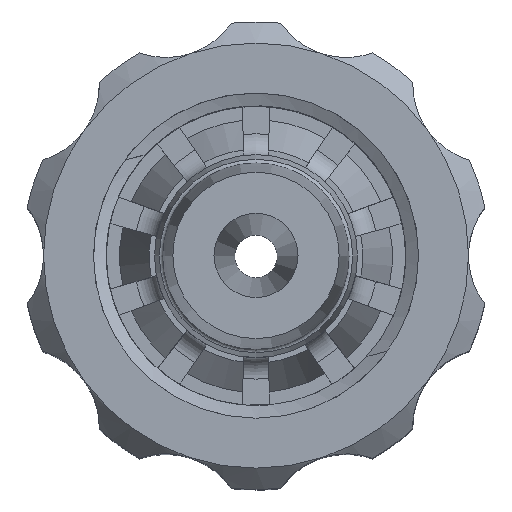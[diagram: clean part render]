
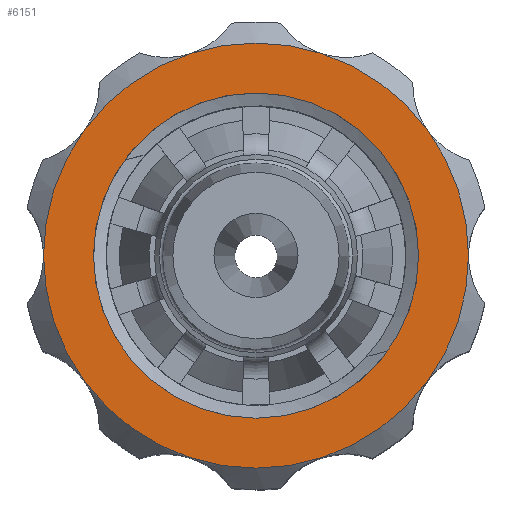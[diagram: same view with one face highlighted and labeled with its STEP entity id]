
A CAD part, top view. The second image highlights one B-rep face of the part: STEP entity #6151.
In plain terms, the highlighted face is planar.
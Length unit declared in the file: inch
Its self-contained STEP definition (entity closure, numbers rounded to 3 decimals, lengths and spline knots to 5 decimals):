
#303 = ORIENTED_EDGE ( 'NONE', *, *, #9713, .T. ) ;
#473 = DIRECTION ( 'NONE',  ( 0., 1., 0. ) ) ;
#499 = ORIENTED_EDGE ( 'NONE', *, *, #3055, .T. ) ;
#548 = AXIS2_PLACEMENT_3D ( 'NONE', #4850, #2130, #2913 ) ;
#557 = DIRECTION ( 'NONE',  ( 0., 0., 1. ) ) ;
#608 = CARTESIAN_POINT ( 'NONE',  ( 0.1618, 0., 0.11756 ) ) ;
#704 = DIRECTION ( 'NONE',  ( 0., 1., 0. ) ) ;
#1219 = DIRECTION ( 'NONE',  ( 0., 1., 0. ) ) ;
#1348 = CARTESIAN_POINT ( 'NONE',  ( 0., 0., 0.153 ) ) ;
#1433 = CARTESIAN_POINT ( 'NONE',  ( -0.0618, 0., 0.19021 ) ) ;
#1462 = CARTESIAN_POINT ( 'NONE',  ( 0., 0., 0. ) ) ;
#1500 = DIRECTION ( 'NONE',  ( 0., 0., 1. ) ) ;
#1583 = AXIS2_PLACEMENT_3D ( 'NONE', #10067, #704, #7276 ) ;
#1598 = CIRCLE ( 'NONE', #11739, 0.2 ) ;
#2001 = DIRECTION ( 'NONE',  ( 0., 0., 1. ) ) ;
#2124 = DIRECTION ( 'NONE',  ( 0., 1., 0. ) ) ;
#2130 = DIRECTION ( 'NONE',  ( 0., 1., 0. ) ) ;
#2171 = DIRECTION ( 'NONE',  ( 0., 1., 0. ) ) ;
#2189 = DIRECTION ( 'NONE',  ( 0., 0., 1. ) ) ;
#2196 = CIRCLE ( 'NONE', #4433, 0.2 ) ;
#2221 = VERTEX_POINT ( 'NONE', #7802 ) ;
#2567 = AXIS2_PLACEMENT_3D ( 'NONE', #1462, #10873, #1500 ) ;
#2654 = CIRCLE ( 'NONE', #1583, 0.2 ) ;
#2913 = DIRECTION ( 'NONE',  ( 0., 0., 1. ) ) ;
#2952 = CARTESIAN_POINT ( 'NONE',  ( 0., 0., 0. ) ) ;
#2955 = DIRECTION ( 'NONE',  ( 0., 1., 0. ) ) ;
#3055 = EDGE_CURVE ( 'NONE', #7168, #3830, #2196, .T. ) ;
#3070 = ORIENTED_EDGE ( 'NONE', *, *, #3118, .F. ) ;
#3118 = EDGE_CURVE ( 'NONE', #9680, #9680, #10281, .T. ) ;
#3125 = CARTESIAN_POINT ( 'NONE',  ( 0.0618, 0., 0.19021 ) ) ;
#3392 = CIRCLE ( 'NONE', #548, 0.2 ) ;
#3477 = AXIS2_PLACEMENT_3D ( 'NONE', #7696, #1219, #2189 ) ;
#3529 = CARTESIAN_POINT ( 'NONE',  ( 0., 0., 0. ) ) ;
#3645 = VERTEX_POINT ( 'NONE', #4078 ) ;
#3761 = ORIENTED_EDGE ( 'NONE', *, *, #7769, .T. ) ;
#3830 = VERTEX_POINT ( 'NONE', #11752 ) ;
#3990 = PLANE ( 'NONE',  #3477 ) ;
#4078 = CARTESIAN_POINT ( 'NONE',  ( 0.1618, 0., -0.11756 ) ) ;
#4178 = ORIENTED_EDGE ( 'NONE', *, *, #9547, .T. ) ;
#4276 = DIRECTION ( 'NONE',  ( 0., 0., 1. ) ) ;
#4281 = CIRCLE ( 'NONE', #10800, 0.2 ) ;
#4433 = AXIS2_PLACEMENT_3D ( 'NONE', #3529, #6230, #557 ) ;
#4514 = DIRECTION ( 'NONE',  ( 0., 1., 0. ) ) ;
#4641 = ORIENTED_EDGE ( 'NONE', *, *, #9878, .T. ) ;
#4667 = EDGE_CURVE ( 'NONE', #5830, #2221, #5138, .T. ) ;
#4788 = EDGE_LOOP ( 'NONE', ( #10753, #4178, #499, #11750, #5749, #4641, #9520, #12011, #303, #3761 ) ) ;
#4850 = CARTESIAN_POINT ( 'NONE',  ( 0., 0., 0. ) ) ;
#5065 = AXIS2_PLACEMENT_3D ( 'NONE', #9336, #4514, #7347 ) ;
#5138 = CIRCLE ( 'NONE', #10311, 0.2 ) ;
#5194 = EDGE_CURVE ( 'NONE', #9040, #8877, #1598, .T. ) ;
#5474 = AXIS2_PLACEMENT_3D ( 'NONE', #11950, #473, #4276 ) ;
#5601 = EDGE_CURVE ( 'NONE', #3830, #5830, #9079, .T. ) ;
#5749 = ORIENTED_EDGE ( 'NONE', *, *, #4667, .T. ) ;
#5825 = CARTESIAN_POINT ( 'NONE',  ( 0., 0., 0. ) ) ;
#5830 = VERTEX_POINT ( 'NONE', #11942 ) ;
#5843 = DIRECTION ( 'NONE',  ( 0., 0., 1. ) ) ;
#6151 = ADVANCED_FACE ( 'NONE', ( #9650, #6313 ), #3990, .T. ) ;
#6230 = DIRECTION ( 'NONE',  ( 0., 1., 0. ) ) ;
#6313 = FACE_OUTER_BOUND ( 'NONE', #4788, .T. ) ;
#6779 = CARTESIAN_POINT ( 'NONE',  ( -0.1618, 0., 0.11756 ) ) ;
#6979 = CARTESIAN_POINT ( 'NONE',  ( 0., 0., 0. ) ) ;
#7030 = CIRCLE ( 'NONE', #5474, 0.2 ) ;
#7168 = VERTEX_POINT ( 'NONE', #11982 ) ;
#7276 = DIRECTION ( 'NONE',  ( 0., 0., 1. ) ) ;
#7347 = DIRECTION ( 'NONE',  ( 0., 0., 1. ) ) ;
#7372 = EDGE_CURVE ( 'NONE', #7731, #3645, #11399, .T. ) ;
#7461 = EDGE_LOOP ( 'NONE', ( #3070 ) ) ;
#7696 = CARTESIAN_POINT ( 'NONE',  ( 0., 0., 0. ) ) ;
#7731 = VERTEX_POINT ( 'NONE', #12146 ) ;
#7769 = EDGE_CURVE ( 'NONE', #11245, #7731, #8467, .T. ) ;
#7772 = DIRECTION ( 'NONE',  ( 0., 0., 1. ) ) ;
#7802 = CARTESIAN_POINT ( 'NONE',  ( -0.2, 0., 0. ) ) ;
#8467 = CIRCLE ( 'NONE', #9580, 0.2 ) ;
#8643 = DIRECTION ( 'NONE',  ( 0., 1., 0. ) ) ;
#8700 = DIRECTION ( 'NONE',  ( 0., 0., 1. ) ) ;
#8867 = DIRECTION ( 'NONE',  ( 0., 1., 0. ) ) ;
#8877 = VERTEX_POINT ( 'NONE', #3125 ) ;
#9040 = VERTEX_POINT ( 'NONE', #1433 ) ;
#9079 = CIRCLE ( 'NONE', #9598, 0.2 ) ;
#9336 = CARTESIAN_POINT ( 'NONE',  ( 0., 0., 0. ) ) ;
#9520 = ORIENTED_EDGE ( 'NONE', *, *, #10608, .T. ) ;
#9547 = EDGE_CURVE ( 'NONE', #3645, #7168, #2654, .T. ) ;
#9580 = AXIS2_PLACEMENT_3D ( 'NONE', #2952, #2171, #2001 ) ;
#9598 = AXIS2_PLACEMENT_3D ( 'NONE', #9795, #2124, #8700 ) ;
#9650 = FACE_BOUND ( 'NONE', #7461, .T. ) ;
#9680 = VERTEX_POINT ( 'NONE', #1348 ) ;
#9713 = EDGE_CURVE ( 'NONE', #8877, #11245, #3392, .T. ) ;
#9795 = CARTESIAN_POINT ( 'NONE',  ( 0., 0., 0. ) ) ;
#9808 = DIRECTION ( 'NONE',  ( 0., 0., 1. ) ) ;
#9878 = EDGE_CURVE ( 'NONE', #2221, #11585, #7030, .T. ) ;
#10067 = CARTESIAN_POINT ( 'NONE',  ( 0., 0., 0. ) ) ;
#10281 = CIRCLE ( 'NONE', #5065, 0.153 ) ;
#10311 = AXIS2_PLACEMENT_3D ( 'NONE', #5825, #2955, #7772 ) ;
#10608 = EDGE_CURVE ( 'NONE', #11585, #9040, #4281, .T. ) ;
#10655 = CARTESIAN_POINT ( 'NONE',  ( 0., 0., 0. ) ) ;
#10753 = ORIENTED_EDGE ( 'NONE', *, *, #7372, .T. ) ;
#10800 = AXIS2_PLACEMENT_3D ( 'NONE', #10655, #8643, #5843 ) ;
#10873 = DIRECTION ( 'NONE',  ( 0., 1., 0. ) ) ;
#11245 = VERTEX_POINT ( 'NONE', #608 ) ;
#11399 = CIRCLE ( 'NONE', #2567, 0.2 ) ;
#11585 = VERTEX_POINT ( 'NONE', #6779 ) ;
#11739 = AXIS2_PLACEMENT_3D ( 'NONE', #6979, #8867, #9808 ) ;
#11750 = ORIENTED_EDGE ( 'NONE', *, *, #5601, .T. ) ;
#11752 = CARTESIAN_POINT ( 'NONE',  ( -0.0618, 0., -0.19021 ) ) ;
#11942 = CARTESIAN_POINT ( 'NONE',  ( -0.1618, 0., -0.11756 ) ) ;
#11950 = CARTESIAN_POINT ( 'NONE',  ( 0., 0., 0. ) ) ;
#11982 = CARTESIAN_POINT ( 'NONE',  ( 0.0618, 0., -0.19021 ) ) ;
#12011 = ORIENTED_EDGE ( 'NONE', *, *, #5194, .T. ) ;
#12146 = CARTESIAN_POINT ( 'NONE',  ( 0.2, 0., 0. ) ) ;
